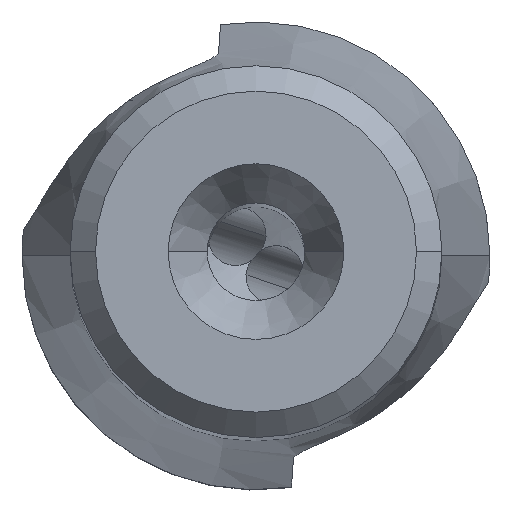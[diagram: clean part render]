
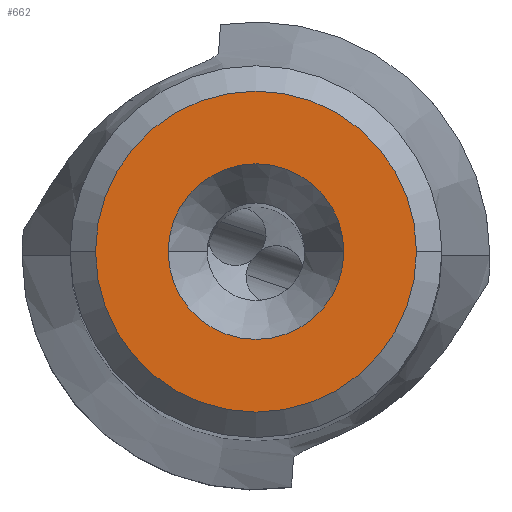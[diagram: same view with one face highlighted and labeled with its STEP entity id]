
A CAD part, top view. The second image highlights one B-rep face of the part: STEP entity #662.
In plain terms, the highlighted planar face has unit normal (0, 0, 1).
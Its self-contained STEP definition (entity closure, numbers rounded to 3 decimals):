
#117=FACE_BOUND('',#1150,.T.);
#118=FACE_BOUND('',#1151,.T.);
#164=PLANE('',#4263);
#662=ADVANCED_FACE('',(#117,#118),#164,.T.);
#1150=EDGE_LOOP('',(#1979,#1980));
#1151=EDGE_LOOP('',(#1981,#1982));
#1979=ORIENTED_EDGE('',*,*,#3398,.F.);
#1980=ORIENTED_EDGE('',*,*,#3399,.F.);
#1981=ORIENTED_EDGE('',*,*,#3397,.F.);
#1982=ORIENTED_EDGE('',*,*,#3400,.F.);
#2898=VERTEX_POINT('',#7735);
#2899=VERTEX_POINT('',#7737);
#2900=VERTEX_POINT('',#7741);
#2901=VERTEX_POINT('',#7742);
#3397=EDGE_CURVE('',#2899,#2898,#3797,.T.);
#3398=EDGE_CURVE('',#2900,#2901,#3798,.T.);
#3399=EDGE_CURVE('',#2901,#2900,#3799,.T.);
#3400=EDGE_CURVE('',#2898,#2899,#3800,.T.);
#3797=CIRCLE('',#4258,4.5);
#3798=CIRCLE('',#4260,8.225);
#3799=CIRCLE('',#4261,8.225);
#3800=CIRCLE('',#4262,4.5);
#4258=AXIS2_PLACEMENT_3D('',#7738,#4974,#4975);
#4260=AXIS2_PLACEMENT_3D('',#7740,#4978,#4979);
#4261=AXIS2_PLACEMENT_3D('',#7743,#4980,#4981);
#4262=AXIS2_PLACEMENT_3D('',#7744,#4982,#4983);
#4263=AXIS2_PLACEMENT_3D('',#7745,#4984,#4985);
#4974=DIRECTION('',(0.,0.,1.));
#4975=DIRECTION('',(-1.,0.,0.));
#4978=DIRECTION('',(0.,0.,-1.));
#4979=DIRECTION('',(-1.,0.,0.));
#4980=DIRECTION('',(0.,0.,-1.));
#4981=DIRECTION('',(1.,0.,0.));
#4982=DIRECTION('',(0.,0.,1.));
#4983=DIRECTION('',(1.,0.,0.));
#4984=DIRECTION('',(0.,0.,1.));
#4985=DIRECTION('',(1.,0.,0.));
#7735=CARTESIAN_POINT('',(4.5,0.,0.));
#7737=CARTESIAN_POINT('',(-4.5,0.,0.));
#7738=CARTESIAN_POINT('',(0.,0.,0.));
#7740=CARTESIAN_POINT('',(0.,0.,0.));
#7741=CARTESIAN_POINT('',(-8.225,0.,0.));
#7742=CARTESIAN_POINT('',(8.225,0.,0.));
#7743=CARTESIAN_POINT('',(0.,0.,0.));
#7744=CARTESIAN_POINT('',(0.,0.,0.));
#7745=CARTESIAN_POINT('',(0.,0.,0.));
